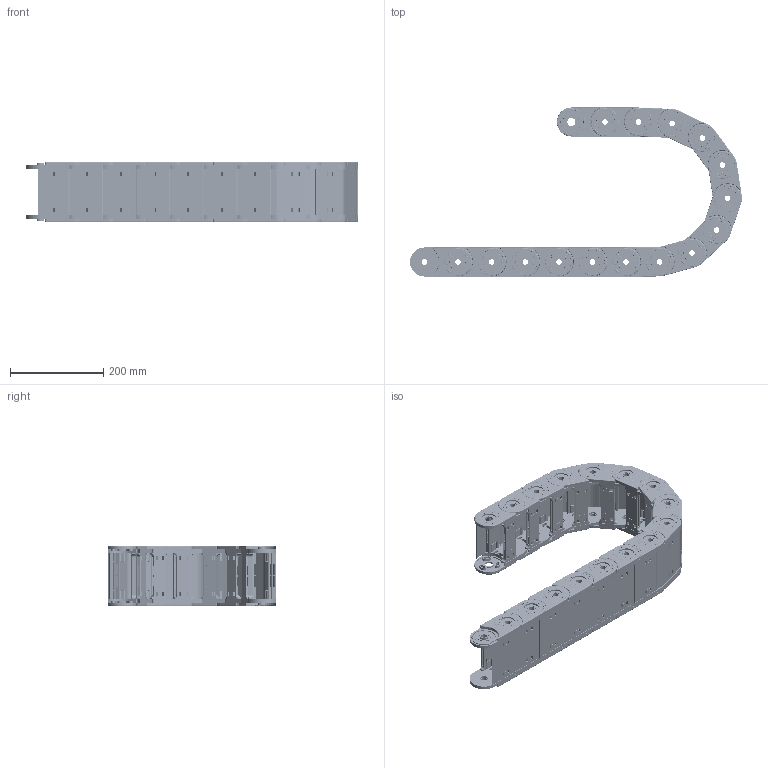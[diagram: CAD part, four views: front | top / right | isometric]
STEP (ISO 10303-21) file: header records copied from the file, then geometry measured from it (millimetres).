
FILE_DESCRIPTION (( 'STEP AP214' ), '1' );
FILE_NAME ('CK40-Y100-R150.STEP', '2019-09-06T15:01:12', ( '' ), ( '' ), 'SwSTEP 2.0', 'SolidWorks 2017', '' );
FILE_SCHEMA (( 'AUTOMOTIVE_DESIGN' ));
Length unit declared in the file: millimetre
Products named in the file (2): CK40-Y100-R150; CK40-Y100
Assembly tree (16 placements, depth 2):
  CK40-Y100-R150
    CK40-Y100  x16
Bounding box: 711.39 x 362 x 128.4 mm (x, y, z)
Volume: 2491275.9 mm3; surface area: 1527304.9 mm2
Topology: 64 solids, 160 shells, 14448 faces, 37312 edges, 24320 vertices
Faces by surface type: plane 6192, cylinder 5056, bspline 1536, torus 1472, sphere 192
Entity records: 33305 total; most frequent: CARTESIAN_POINT 10922, ORIENTED_EDGE 4652, DIRECTION 4642, EDGE_CURVE 2326, AXIS2_PLACEMENT_3D 1684, VERTEX_POINT 1520, LINE 1274, VECTOR 1274
